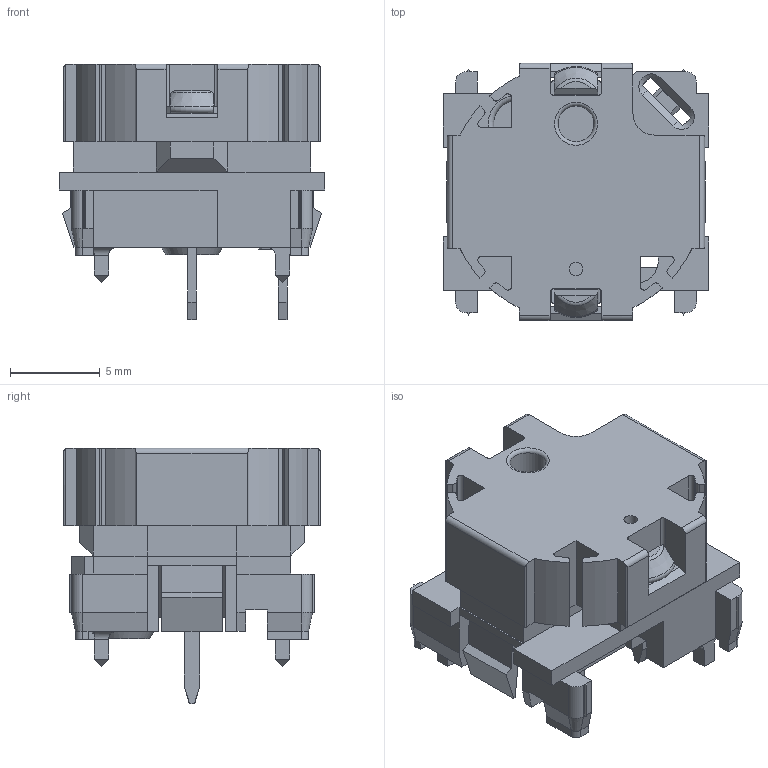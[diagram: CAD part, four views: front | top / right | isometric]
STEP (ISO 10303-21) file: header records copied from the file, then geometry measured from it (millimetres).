
FILE_DESCRIPTION((' '),'2;1');
FILE_NAME( '6425.0101.stp', '2024-08-31T13:19:07', (' '), ('--- ---'), ' V2024.3 Jun 21 2024', ' 2024 (c)', ' ');
FILE_SCHEMA(('AP242_MANAGED_MODEL_BASED_3D_ENGINEERING_MIM_LF { 1 0 10303 442 1 1 4 }'));
Length unit declared in the file: millimetre
Products named in the file (1): 64250101_01_DK_999
Bounding box: 14.8 x 14.35 x 14.28 mm (x, y, z)
Volume: 1210.7 mm3; surface area: 1564.4 mm2
Topology: 1 solids, 2 shells, 439 faces, 1206 edges, 768 vertices
Faces by surface type: plane 326, cylinder 86, cone 12, torus 10, bspline 5
Full cylindrical faces by diameter (mm): 0.75 x2, 2 x2, 2.13 x1, 2.3 x1, 2.6 x2, 3.13 x1
Entity records: 14582 total; most frequent: CARTESIAN_POINT 2862, ORIENTED_EDGE 2366, DIRECTION 2272, EDGE_CURVE 1183, VECTOR 940, LINE 940, VERTEX_POINT 764, AXIS2_PLACEMENT_3D 666
